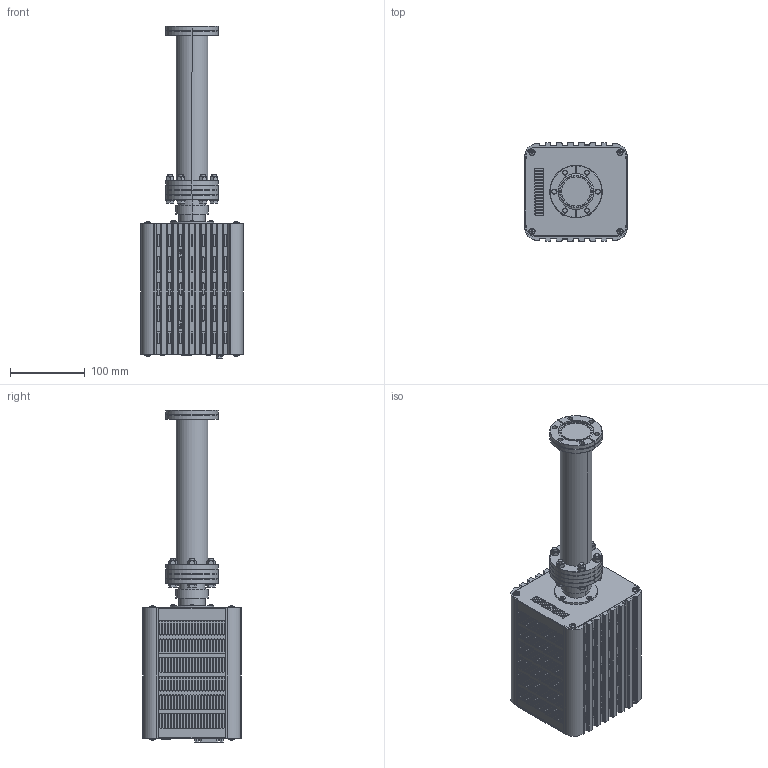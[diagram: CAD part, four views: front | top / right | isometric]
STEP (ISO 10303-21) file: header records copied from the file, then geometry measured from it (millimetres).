
FILE_DESCRIPTION( (''), '2;1');
FILE_NAME ('Qulee_BGM2-102_202_02.stp','2020-08-21T16:51:24',(''),(''),'spGate 15.6.6','','');
FILE_SCHEMA (('AUTOMOTIVE_DESIGN'));
Length unit declared in the file: millimetre
Products named in the file (2): Assembly; Qulee_BGM2-102_202_02-prt0
Assembly tree (1 placements, depth 2):
  Assembly
    Qulee_BGM2-102_202_02-prt0
Bounding box: 137 x 132 x 445 mm (x, y, z)
Volume: 3446587.7 mm3; surface area: 217513.6 mm2
Topology: 1 solids, 1 shells, 4265 faces, 10967 edges, 7275 vertices
Faces by surface type: plane 2535, bspline 965, cylinder 721, sphere 44
Entity records: 242514 total; most frequent: CARTESIAN_POINT 57674, ORIENTED_EDGE 21918, DIRECTION 17300, COLOUR_RGB 15225, PRESENTATION_STYLE_ASSIGNMENT 15225, STYLED_ITEM 15225, EDGE_CURVE 10959, DRAUGHTING_PRE_DEFINED_CURVE_FONT 10959
